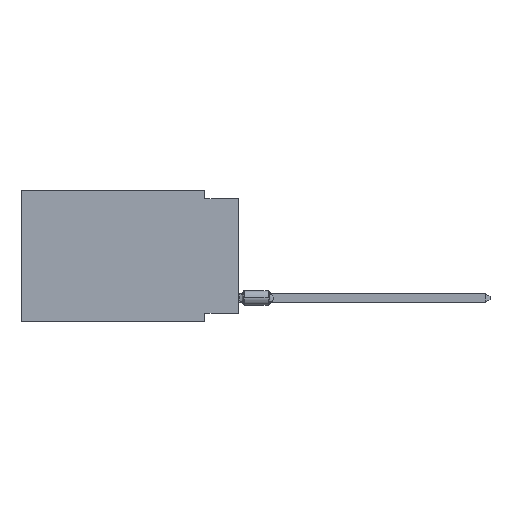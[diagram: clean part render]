
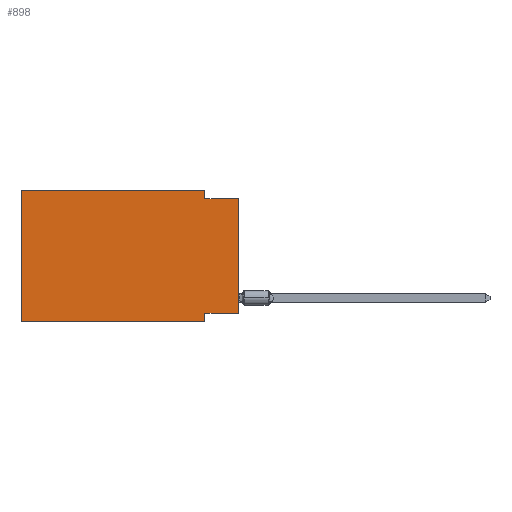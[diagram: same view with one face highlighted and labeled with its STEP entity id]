
A CAD part, left-side view. The second image highlights one B-rep face of the part: STEP entity #898.
In plain terms, the highlighted planar face has unit normal (-1, 0, 0).
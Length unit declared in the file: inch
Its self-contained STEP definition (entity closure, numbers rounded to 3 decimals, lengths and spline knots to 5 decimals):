
#90 = VERTEX_POINT ( 'NONE', #8262 ) ;
#365 = DIRECTION ( 'NONE',  ( 1., 0., 0. ) ) ;
#898 = ADVANCED_FACE ( 'NONE', ( #6520 ), #13972, .F. ) ;
#1596 = CARTESIAN_POINT ( 'NONE',  ( 0., 0.1, -0.025 ) ) ;
#2477 = LINE ( 'NONE', #10025, #17337 ) ;
#2493 = LINE ( 'NONE', #10330, #8099 ) ;
#2783 = EDGE_CURVE ( 'NONE', #90, #2806, #16627, .T. ) ;
#2806 = VERTEX_POINT ( 'NONE', #18218 ) ;
#3022 = CARTESIAN_POINT ( 'NONE',  ( 0., 0., -0.365 ) ) ;
#3045 = VECTOR ( 'NONE', #10046, 39.37008 ) ;
#3156 = LINE ( 'NONE', #10513, #16646 ) ;
#3826 = EDGE_LOOP ( 'NONE', ( #4801, #15977, #8284, #13733, #8802, #4610, #14980, #4715 ) ) ;
#3976 = LINE ( 'NONE', #17706, #3045 ) ;
#4256 = LINE ( 'NONE', #13220, #14603 ) ;
#4610 = ORIENTED_EDGE ( 'NONE', *, *, #2783, .T. ) ;
#4715 = ORIENTED_EDGE ( 'NONE', *, *, #12228, .F. ) ;
#4801 = ORIENTED_EDGE ( 'NONE', *, *, #5420, .T. ) ;
#5420 = EDGE_CURVE ( 'NONE', #6648, #6105, #3156, .T. ) ;
#5968 = CARTESIAN_POINT ( 'NONE',  ( 0., 0.645, -0.39 ) ) ;
#6105 = VERTEX_POINT ( 'NONE', #8305 ) ;
#6520 = FACE_OUTER_BOUND ( 'NONE', #3826, .T. ) ;
#6535 = EDGE_CURVE ( 'NONE', #12801, #11665, #2493, .T. ) ;
#6648 = VERTEX_POINT ( 'NONE', #11931 ) ;
#7375 = EDGE_CURVE ( 'NONE', #11665, #10365, #3976, .T. ) ;
#7792 = EDGE_CURVE ( 'NONE', #19156, #2806, #2477, .T. ) ;
#8099 = VECTOR ( 'NONE', #19093, 39.37008 ) ;
#8262 = CARTESIAN_POINT ( 'NONE',  ( 0., 0.645, -0.39 ) ) ;
#8284 = ORIENTED_EDGE ( 'NONE', *, *, #7375, .F. ) ;
#8305 = CARTESIAN_POINT ( 'NONE',  ( 0., 0., -0.025 ) ) ;
#8747 = DIRECTION ( 'NONE',  ( 0., 0., 1. ) ) ;
#8802 = ORIENTED_EDGE ( 'NONE', *, *, #16122, .F. ) ;
#9091 = AXIS2_PLACEMENT_3D ( 'NONE', #12591, #365, #18656 ) ;
#9114 = EDGE_CURVE ( 'NONE', #10365, #6105, #12395, .T. ) ;
#9322 = DIRECTION ( 'NONE',  ( 0., -1., 0. ) ) ;
#10025 = CARTESIAN_POINT ( 'NONE',  ( 0., 0.1, -0.39 ) ) ;
#10046 = DIRECTION ( 'NONE',  ( 0., 0., -1. ) ) ;
#10330 = CARTESIAN_POINT ( 'NONE',  ( 0., 0.645, 0. ) ) ;
#10365 = VERTEX_POINT ( 'NONE', #1596 ) ;
#10513 = CARTESIAN_POINT ( 'NONE',  ( 0., 0., 0. ) ) ;
#10657 = DIRECTION ( 'NONE',  ( 0., -1., 0. ) ) ;
#11665 = VERTEX_POINT ( 'NONE', #16015 ) ;
#11931 = CARTESIAN_POINT ( 'NONE',  ( 0., 0., -0.365 ) ) ;
#12228 = EDGE_CURVE ( 'NONE', #6648, #19156, #12355, .T. ) ;
#12355 = LINE ( 'NONE', #3022, #13420 ) ;
#12395 = LINE ( 'NONE', #15693, #14300 ) ;
#12396 = CARTESIAN_POINT ( 'NONE',  ( 0., 0.1, -0.365 ) ) ;
#12486 = VECTOR ( 'NONE', #10657, 39.37008 ) ;
#12591 = CARTESIAN_POINT ( 'NONE',  ( 0., 0.645, 0. ) ) ;
#12801 = VERTEX_POINT ( 'NONE', #18604 ) ;
#13220 = CARTESIAN_POINT ( 'NONE',  ( 0., 0.645, 0. ) ) ;
#13420 = VECTOR ( 'NONE', #13556, 39.37008 ) ;
#13508 = DIRECTION ( 'NONE',  ( 0., 0., 1. ) ) ;
#13556 = DIRECTION ( 'NONE',  ( 0., 1., 0. ) ) ;
#13733 = ORIENTED_EDGE ( 'NONE', *, *, #6535, .F. ) ;
#13972 = PLANE ( 'NONE',  #9091 ) ;
#14300 = VECTOR ( 'NONE', #9322, 39.37008 ) ;
#14603 = VECTOR ( 'NONE', #8747, 39.37008 ) ;
#14980 = ORIENTED_EDGE ( 'NONE', *, *, #7792, .F. ) ;
#15693 = CARTESIAN_POINT ( 'NONE',  ( 0., 0., -0.025 ) ) ;
#15977 = ORIENTED_EDGE ( 'NONE', *, *, #9114, .F. ) ;
#16015 = CARTESIAN_POINT ( 'NONE',  ( 0., 0.1, 0. ) ) ;
#16100 = DIRECTION ( 'NONE',  ( 0., 0., -1. ) ) ;
#16122 = EDGE_CURVE ( 'NONE', #90, #12801, #4256, .T. ) ;
#16627 = LINE ( 'NONE', #5968, #12486 ) ;
#16646 = VECTOR ( 'NONE', #13508, 39.37008 ) ;
#17337 = VECTOR ( 'NONE', #16100, 39.37008 ) ;
#17706 = CARTESIAN_POINT ( 'NONE',  ( 0., 0.1, 0. ) ) ;
#18218 = CARTESIAN_POINT ( 'NONE',  ( 0., 0.1, -0.39 ) ) ;
#18604 = CARTESIAN_POINT ( 'NONE',  ( 0., 0.645, 0. ) ) ;
#18656 = DIRECTION ( 'NONE',  ( 0., 0., -1. ) ) ;
#19093 = DIRECTION ( 'NONE',  ( 0., -1., 0. ) ) ;
#19156 = VERTEX_POINT ( 'NONE', #12396 ) ;
